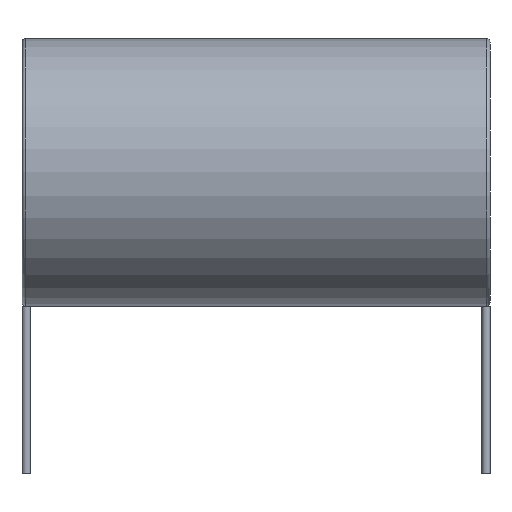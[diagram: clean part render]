
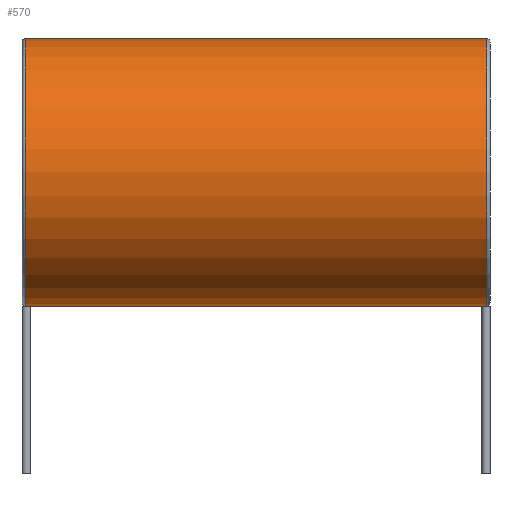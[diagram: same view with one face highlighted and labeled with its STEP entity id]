
A CAD part, front view. The second image highlights one B-rep face of the part: STEP entity #570.
In plain terms, the highlighted cylindrical face has radius 8 mm (diameter 16 mm), a partial arc.
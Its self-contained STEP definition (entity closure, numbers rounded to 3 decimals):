
#8 = CARTESIAN_POINT ( 'NONE',  ( 28., 0., 8. ) ) ;
#18 = VECTOR ( 'NONE', #641, 1000. ) ;
#20 = CARTESIAN_POINT ( 'NONE',  ( 0.2, 0., 0. ) ) ;
#53 = CARTESIAN_POINT ( 'NONE',  ( 28., 0., -8. ) ) ;
#79 = DIRECTION ( 'NONE',  ( 0., 0., -1. ) ) ;
#183 = DIRECTION ( 'NONE',  ( -1., 0., 0. ) ) ;
#200 = VERTEX_POINT ( 'NONE', #261 ) ;
#238 = VERTEX_POINT ( 'NONE', #601 ) ;
#248 = DIRECTION ( 'NONE',  ( 0., 0., 1. ) ) ;
#261 = CARTESIAN_POINT ( 'NONE',  ( 27.8, 0., -8. ) ) ;
#280 = AXIS2_PLACEMENT_3D ( 'NONE', #614, #507, #248 ) ;
#300 = LINE ( 'NONE', #8, #18 ) ;
#304 = EDGE_LOOP ( 'NONE', ( #506, #410, #397, #362 ) ) ;
#306 = LINE ( 'NONE', #53, #588 ) ;
#319 = VERTEX_POINT ( 'NONE', #512 ) ;
#324 = VERTEX_POINT ( 'NONE', #566 ) ;
#358 = FACE_OUTER_BOUND ( 'NONE', #304, .T. ) ;
#362 = ORIENTED_EDGE ( 'NONE', *, *, #658, .T. ) ;
#378 = AXIS2_PLACEMENT_3D ( 'NONE', #20, #381, #79 ) ;
#381 = DIRECTION ( 'NONE',  ( 1., 0., 0. ) ) ;
#397 = ORIENTED_EDGE ( 'NONE', *, *, #597, .T. ) ;
#402 = EDGE_CURVE ( 'NONE', #200, #319, #306, .T. ) ;
#410 = ORIENTED_EDGE ( 'NONE', *, *, #665, .T. ) ;
#413 = CIRCLE ( 'NONE', #378, 8. ) ;
#440 = CYLINDRICAL_SURFACE ( 'NONE', #280, 8. ) ;
#461 = AXIS2_PLACEMENT_3D ( 'NONE', #496, #183, #550 ) ;
#496 = CARTESIAN_POINT ( 'NONE',  ( 27.8, 0., 0. ) ) ;
#506 = ORIENTED_EDGE ( 'NONE', *, *, #402, .F. ) ;
#507 = DIRECTION ( 'NONE',  ( -1., 0., 0. ) ) ;
#512 = CARTESIAN_POINT ( 'NONE',  ( 0.2, 0., -8. ) ) ;
#550 = DIRECTION ( 'NONE',  ( 0., 0., -1. ) ) ;
#556 = CIRCLE ( 'NONE', #461, 8. ) ;
#566 = CARTESIAN_POINT ( 'NONE',  ( 0.2, 0., 8. ) ) ;
#570 = ADVANCED_FACE ( 'NONE', ( #358 ), #440, .T. ) ;
#577 = DIRECTION ( 'NONE',  ( -1., 0., 0. ) ) ;
#588 = VECTOR ( 'NONE', #577, 1000. ) ;
#597 = EDGE_CURVE ( 'NONE', #238, #324, #300, .T. ) ;
#601 = CARTESIAN_POINT ( 'NONE',  ( 27.8, 0., 8. ) ) ;
#614 = CARTESIAN_POINT ( 'NONE',  ( 28., 0., 0. ) ) ;
#641 = DIRECTION ( 'NONE',  ( -1., 0., 0. ) ) ;
#658 = EDGE_CURVE ( 'NONE', #324, #319, #413, .T. ) ;
#665 = EDGE_CURVE ( 'NONE', #200, #238, #556, .T. ) ;
